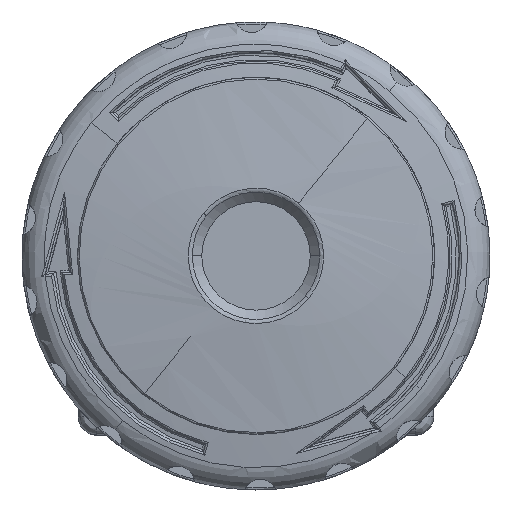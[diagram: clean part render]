
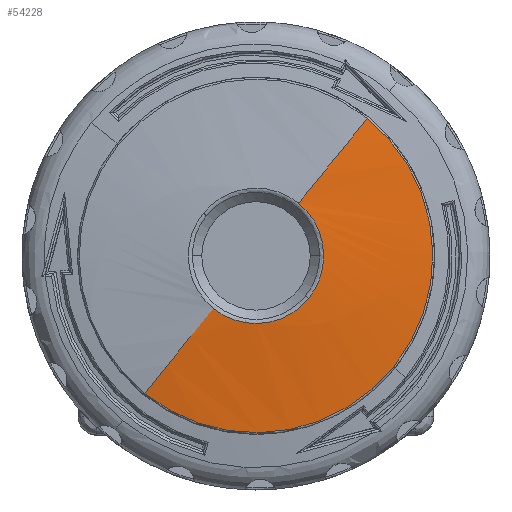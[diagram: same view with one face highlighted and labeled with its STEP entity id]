
A CAD part, top view. The second image highlights one B-rep face of the part: STEP entity #54228.
In plain terms, the highlighted spherical face has radius 120 mm.
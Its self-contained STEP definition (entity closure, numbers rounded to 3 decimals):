
#19378=CARTESIAN_POINT('',(0.,0.,
76.043));
#19379=DIRECTION('',(0.,0.,-1.));
#19380=DIRECTION('',(0.629,0.777,0.));
#19381=AXIS2_PLACEMENT_3D('',#19378,#19379,#19380);
#19383=CARTESIAN_POINT('',(0.,0.,
76.042));
#19384=DIRECTION('',(0.,0.,-1.));
#19385=DIRECTION('',(0.777,-0.629,0.));
#19386=AXIS2_PLACEMENT_3D('',#19383,#19384,#19385);
#19388=CARTESIAN_POINT('',(0.,0.,
-42.8));
#19389=DIRECTION('',(-0.777,0.629,0.));
#19390=DIRECTION('',(-0.087,-0.108,0.99));
#19391=AXIS2_PLACEMENT_3D('',#19388,#19389,#19390);
#19393=CARTESIAN_POINT('',(0.,0.,
77.031));
#19394=DIRECTION('',(0.,0.,1.));
#19395=DIRECTION('',(-0.629,-0.777,0.));
#19396=AXIS2_PLACEMENT_3D('',#19393,#19394,#19395);
#19398=CARTESIAN_POINT('',(0.,0.,
77.031));
#19399=DIRECTION('',(0.,0.,1.));
#19400=DIRECTION('',(0.777,-0.629,0.));
#19401=AXIS2_PLACEMENT_3D('',#19398,#19399,#19400);
#19403=CARTESIAN_POINT('',(0.,0.,
-42.8));
#19404=DIRECTION('',(-0.777,0.629,0.));
#19405=DIRECTION('',(0.033,0.041,0.999));
#19406=AXIS2_PLACEMENT_3D('',#19403,#19404,#19405);
#19408=CARTESIAN_POINT('',(0.,0.,
-42.8));
#19409=DIRECTION('',(-0.777,0.629,0.));
#19410=DIRECTION('',(0.034,0.042,0.999));
#19411=AXIS2_PLACEMENT_3D('',#19408,#19409,#19410);
#26997=CARTESIAN_POINT('',(10.464,12.922,76.043));
#26999=VERTEX_POINT('',#26997);
#27004=CARTESIAN_POINT('',(12.922,-10.464,
76.042));
#27005=VERTEX_POINT('',#27004);
#27007=CARTESIAN_POINT('',(-4.006,-4.947,
77.031));
#27009=VERTEX_POINT('',#27007);
#27010=CARTESIAN_POINT('',(-10.464,-12.922,
76.042));
#27011=VERTEX_POINT('',#27010);
#27012=CARTESIAN_POINT('',(4.085,5.045,77.024));
#27013=VERTEX_POINT('',#27012);
#27014=CARTESIAN_POINT('',(4.006,4.947,77.031));
#27015=VERTEX_POINT('',#27014);
#27016=CARTESIAN_POINT('',(4.947,-4.006,
77.031));
#27017=VERTEX_POINT('',#27016);
#54212=CARTESIAN_POINT('',(0.,0.,
-42.8));
#54213=DIRECTION('',(0.033,0.041,0.999));
#54214=DIRECTION('',(-0.628,-0.776,0.053));
#54215=AXIS2_PLACEMENT_3D('',#54212,#54213,#54214);
#54216=SPHERICAL_SURFACE('',#54215,120.);
#54217=ORIENTED_EDGE('',*,*,#54165,.T.);
#54219=ORIENTED_EDGE('',*,*,#54218,.T.);
#54220=ORIENTED_EDGE('',*,*,#54177,.T.);
#54221=ORIENTED_EDGE('',*,*,#54196,.T.);
#54223=ORIENTED_EDGE('',*,*,#54222,.T.);
#54224=ORIENTED_EDGE('',*,*,#54184,.T.);
#54225=ORIENTED_EDGE('',*,*,#54182,.T.);
#54226=EDGE_LOOP('',(#54217,#54219,#54220,#54221,#54223,#54224,#54225));
#54227=FACE_OUTER_BOUND('',#54226,.F.);
#54228=ADVANCED_FACE('',(#54227),#54216,.T.);
#19382=CIRCLE('',#19381,16.628);
#19387=CIRCLE('',#19386,16.628);
#19392=CIRCLE('',#19391,120.);
#19397=CIRCLE('',#19396,6.365);
#19402=CIRCLE('',#19401,6.365);
#19407=CIRCLE('',#19406,120.);
#19412=CIRCLE('',#19411,120.);
#54165=EDGE_CURVE('',#26999,#27005,#19382,.T.);
#54177=EDGE_CURVE('',#27011,#27009,#19392,.T.);
#54182=EDGE_CURVE('',#27013,#26999,#19412,.T.);
#54184=EDGE_CURVE('',#27015,#27013,#19407,.T.);
#54196=EDGE_CURVE('',#27009,#27017,#19397,.T.);
#54218=EDGE_CURVE('',#27005,#27011,#19387,.T.);
#54222=EDGE_CURVE('',#27017,#27015,#19402,.T.);
